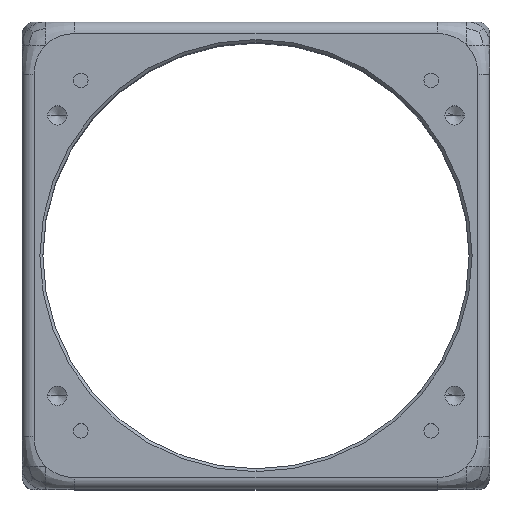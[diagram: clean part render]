
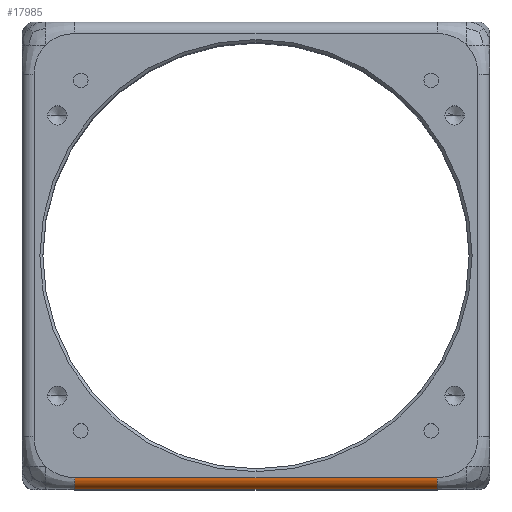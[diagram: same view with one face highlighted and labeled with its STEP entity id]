
A CAD part, top view. The second image highlights one B-rep face of the part: STEP entity #17985.
In plain terms, the highlighted cylindrical face has radius 2 mm (diameter 4 mm), a partial arc.
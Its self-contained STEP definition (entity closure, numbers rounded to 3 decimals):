
#704 = CARTESIAN_POINT ( 'NONE',  ( -31., -39.599, 79.229 ) ) ;
#1335 = ORIENTED_EDGE ( 'NONE', *, *, #8969, .T. ) ;
#1999 = VERTEX_POINT ( 'NONE', #8449 ) ;
#2257 = ORIENTED_EDGE ( 'NONE', *, *, #5149, .F. ) ;
#2392 = DIRECTION ( 'NONE',  ( -1., 0., 0. ) ) ;
#2958 = VERTEX_POINT ( 'NONE', #17865 ) ;
#3010 = VECTOR ( 'NONE', #18685, 1000. ) ;
#3389 = CARTESIAN_POINT ( 'NONE',  ( 40., -40., 78. ) ) ;
#3557 = CARTESIAN_POINT ( 'NONE',  ( 31., -39.948, 78.523 ) ) ;
#4529 = FACE_OUTER_BOUND ( 'NONE', #10767, .T. ) ;
#4598 = CARTESIAN_POINT ( 'NONE',  ( -31., -38., 80. ) ) ;
#4850 = CARTESIAN_POINT ( 'NONE',  ( -31., -38.523, 79.948 ) ) ;
#5149 = EDGE_CURVE ( 'NONE', #6484, #1999, #21894, .T. ) ;
#5361 = B_SPLINE_CURVE_WITH_KNOTS ( 'NONE', 3,
 ( #4598, #23931, #4850, #12114, #23676, #704, #18140, #8612, #6487, #14378 ),
 .UNSPECIFIED., .F., .F.,
 ( 4, 2, 2, 2, 4 ),
 ( 0., 0.25, 0.5, 0.75, 1. ),
 .UNSPECIFIED. ) ;
#5446 = CARTESIAN_POINT ( 'NONE',  ( 31., -38., 80. ) ) ;
#5518 = CARTESIAN_POINT ( 'NONE',  ( -31., -40., 78. ) ) ;
#5567 = CARTESIAN_POINT ( 'NONE',  ( 31., -39.007, 79.748 ) ) ;
#5923 = CARTESIAN_POINT ( 'NONE',  ( 31., -40., 78.262 ) ) ;
#6282 = EDGE_CURVE ( 'NONE', #6484, #2958, #10019, .T. ) ;
#6484 = VERTEX_POINT ( 'NONE', #10890 ) ;
#6487 = CARTESIAN_POINT ( 'NONE',  ( -31., -40., 78.262 ) ) ;
#7368 = EDGE_CURVE ( 'NONE', #2958, #9042, #5361, .T. ) ;
#7469 = ORIENTED_EDGE ( 'NONE', *, *, #6282, .T. ) ;
#7639 = LINE ( 'NONE', #3389, #3010 ) ;
#7680 = CARTESIAN_POINT ( 'NONE',  ( 31., -39.229, 79.599 ) ) ;
#7899 = DIRECTION ( 'NONE',  ( -1., 0., 0. ) ) ;
#8449 = CARTESIAN_POINT ( 'NONE',  ( 31., -40., 78. ) ) ;
#8612 = CARTESIAN_POINT ( 'NONE',  ( -31., -39.948, 78.523 ) ) ;
#8969 = EDGE_CURVE ( 'NONE', #9042, #1999, #7639, .T. ) ;
#9042 = VERTEX_POINT ( 'NONE', #5518 ) ;
#9171 = AXIS2_PLACEMENT_3D ( 'NONE', #19324, #2392, #9795 ) ;
#9795 = DIRECTION ( 'NONE',  ( 0., -1., 0. ) ) ;
#10019 = LINE ( 'NONE', #23087, #21550 ) ;
#10767 = EDGE_LOOP ( 'NONE', ( #2257, #7469, #17731, #1335 ) ) ;
#10890 = CARTESIAN_POINT ( 'NONE',  ( 31., -38., 80. ) ) ;
#11201 = CARTESIAN_POINT ( 'NONE',  ( 31., -40., 78. ) ) ;
#12114 = CARTESIAN_POINT ( 'NONE',  ( -31., -39.007, 79.748 ) ) ;
#13444 = CARTESIAN_POINT ( 'NONE',  ( 31., -39.599, 79.229 ) ) ;
#14378 = CARTESIAN_POINT ( 'NONE',  ( -31., -40., 78. ) ) ;
#15570 = CYLINDRICAL_SURFACE ( 'NONE', #9171, 2. ) ;
#17214 = CARTESIAN_POINT ( 'NONE',  ( 31., -38.523, 79.948 ) ) ;
#17731 = ORIENTED_EDGE ( 'NONE', *, *, #7368, .T. ) ;
#17865 = CARTESIAN_POINT ( 'NONE',  ( -31., -38., 80. ) ) ;
#17985 = ADVANCED_FACE ( 'NONE', ( #4529 ), #15570, .T. ) ;
#18140 = CARTESIAN_POINT ( 'NONE',  ( -31., -39.748, 79.007 ) ) ;
#18685 = DIRECTION ( 'NONE',  ( 1., 0., 0. ) ) ;
#19324 = CARTESIAN_POINT ( 'NONE',  ( 0., -38., 78. ) ) ;
#20745 = CARTESIAN_POINT ( 'NONE',  ( 31., -39.748, 79.007 ) ) ;
#21550 = VECTOR ( 'NONE', #7899, 1000. ) ;
#21894 = B_SPLINE_CURVE_WITH_KNOTS ( 'NONE', 3,
 ( #5446, #23118, #17214, #5567, #7680, #13444, #20745, #3557, #5923, #11201 ),
 .UNSPECIFIED., .F., .F.,
 ( 4, 2, 2, 2, 4 ),
 ( 0., 0.25, 0.5, 0.75, 1. ),
 .UNSPECIFIED. ) ;
#23087 = CARTESIAN_POINT ( 'NONE',  ( 0., -38., 80. ) ) ;
#23118 = CARTESIAN_POINT ( 'NONE',  ( 31., -38.262, 80. ) ) ;
#23676 = CARTESIAN_POINT ( 'NONE',  ( -31., -39.229, 79.599 ) ) ;
#23931 = CARTESIAN_POINT ( 'NONE',  ( -31., -38.262, 80. ) ) ;
